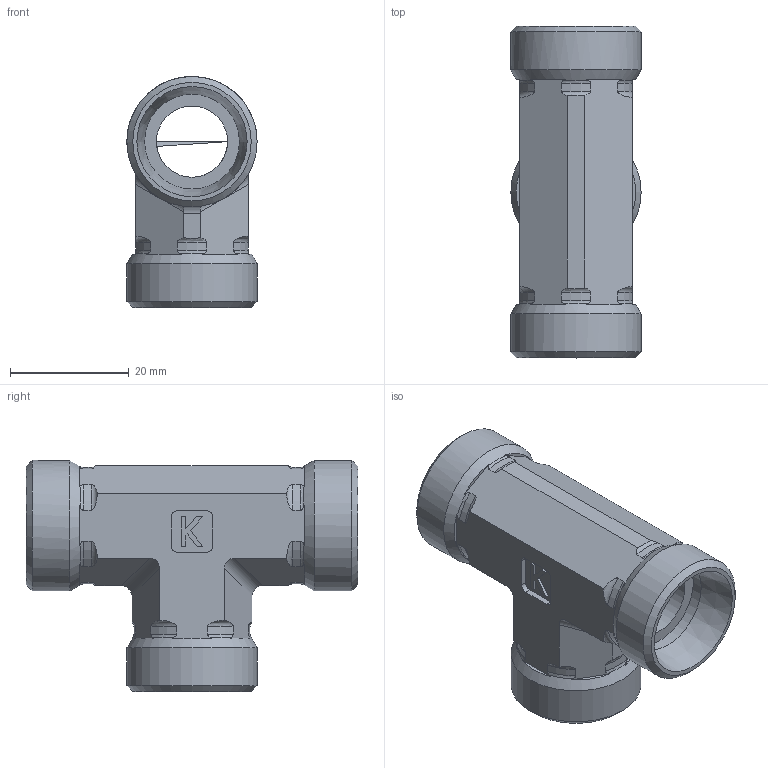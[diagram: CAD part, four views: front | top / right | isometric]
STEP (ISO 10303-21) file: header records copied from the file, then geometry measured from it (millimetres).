
FILE_DESCRIPTION((''),'2;1');
FILE_NAME('371162222.stp','2014-08-13T15:39:50',(''),('KNOMI spol. s r. o.'),'Autodesk Inventor 2012','Autodesk Inventor 2012','');
FILE_SCHEMA(('AUTOMOTIVE_DESIGN { 1 2 10303 214 0 1 1 1 }'));
Length unit declared in the file: millimetre
Products named in the file (1): TS2 Js13 3xM22
Bounding box: 22 x 56 x 39 mm (x, y, z)
Volume: 13292.7 mm3; surface area: 8580.4 mm2
Topology: 1 solids, 1 shells, 153 faces, 437 edges, 290 vertices
Faces by surface type: plane 71, cylinder 36, torus 36, cone 10
Full cylindrical faces by diameter (mm): 12 x2, 16 x3, 22 x3
Entity records: 5258 total; most frequent: CARTESIAN_POINT 1521, ORIENTED_EDGE 814, DIRECTION 730, EDGE_CURVE 407, AXIS2_PLACEMENT_3D 284, VERTEX_POINT 279, EDGE_LOOP 178, VECTOR 162
